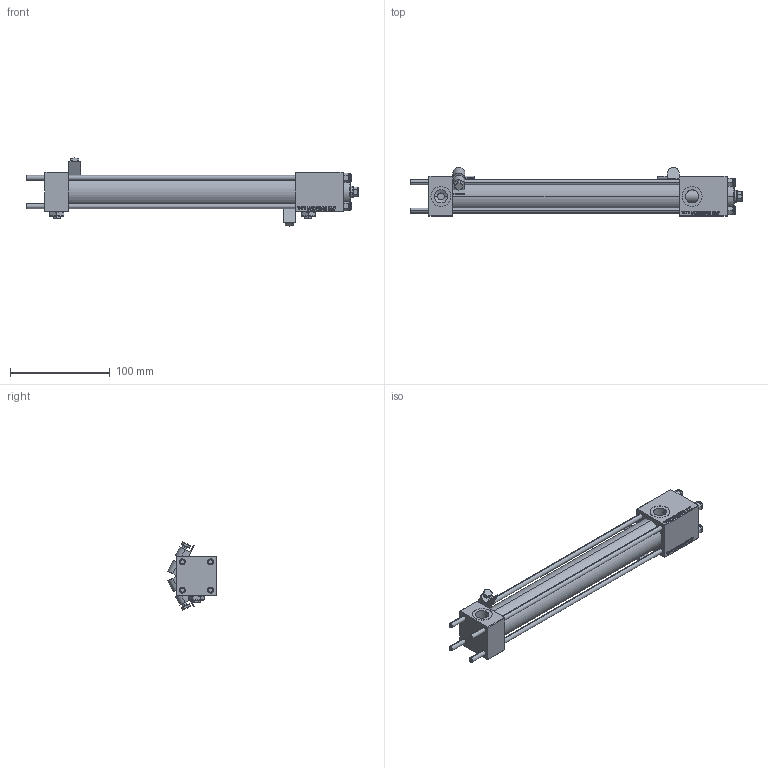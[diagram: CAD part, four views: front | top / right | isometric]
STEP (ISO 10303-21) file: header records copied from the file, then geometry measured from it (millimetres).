
FILE_DESCRIPTION (( 'STEP AP203' ), '1' );
FILE_NAME ('257d.STEP', '2023-08-22T23:30:18', ( '' ), ( '' ), 'SwSTEP 2.0', 'SolidWorks 2019', '' );
FILE_SCHEMA (( 'CONFIG_CONTROL_DESIGN' ));
Length unit declared in the file: millimetre
Products named in the file (8): MSRF_MSRG1 446b84b8cfbc309a1ea564479404367d; V215CR_VCP 446b84b8cfbc309a1ea564479404367d; CR025_012_A_0_G_A_G_M_020_+#_##_TYCINKA 446b84b8cfbc309a1ea564479404367d; V215_VC_A 446b84b8cfbc309a1ea564479404367d; Zatka_pro_OIL_PORT 446b84b8cfbc309a1ea564479404367d; NUT_M5 446b84b8cfbc309a1ea564479404367d; V215CR_BODY_A 446b84b8cfbc309a1ea564479404367d; 257d
Assembly tree (15 placements, depth 2):
  257d
    V215CR_BODY_A 446b84b8cfbc309a1ea564479404367d
    CR025_012_A_0_G_A_G_M_020_+#_##_TYCINKA 446b84b8cfbc309a1ea564479404367d  x4
    NUT_M5 446b84b8cfbc309a1ea564479404367d  x4
    V215CR_VCP 446b84b8cfbc309a1ea564479404367d
    V215_VC_A 446b84b8cfbc309a1ea564479404367d
    MSRF_MSRG1 446b84b8cfbc309a1ea564479404367d  x2
    Zatka_pro_OIL_PORT 446b84b8cfbc309a1ea564479404367d  x2
Bounding box: 333 x 48.93 x 68.7 mm (x, y, z)
Volume: 232317.6 mm3; surface area: 114553 mm2
Topology: 15 solids, 15 shells, 1296 faces, 3228 edges, 2079 vertices
Faces by surface type: plane 600, bspline 392, cone 178, cylinder 118, torus 8
Entity records: 52857 total; most frequent: CARTESIAN_POINT 27821, ORIENTED_EDGE 5606, DIRECTION 3619, EDGE_CURVE 2803, VERTEX_POINT 1829, LINE 1681, VECTOR 1681, EDGE_LOOP 1238
